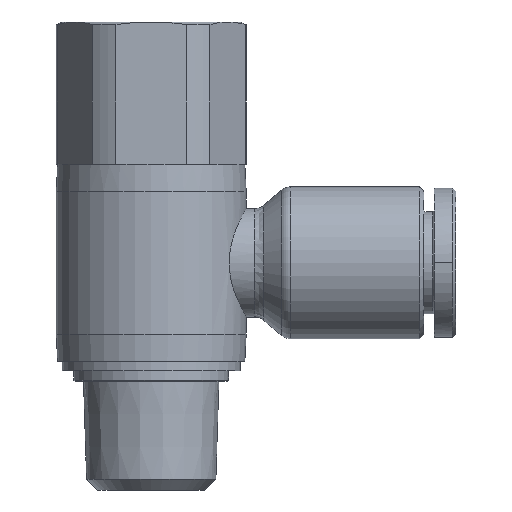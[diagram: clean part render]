
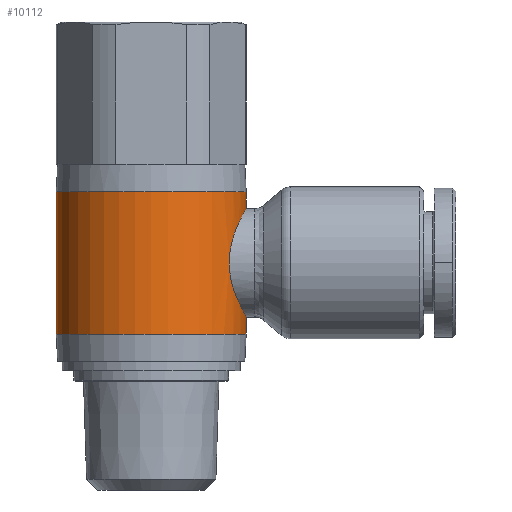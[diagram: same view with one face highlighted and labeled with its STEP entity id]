
A CAD part, front view. The second image highlights one B-rep face of the part: STEP entity #10112.
In plain terms, the highlighted cylindrical face has radius 7 mm (diameter 14 mm), a partial arc.
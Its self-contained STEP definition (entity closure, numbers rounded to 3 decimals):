
#225=CARTESIAN_POINT('',(-7.5,0.,4.0));
#226=VERTEX_POINT('',#225);
#242=CARTESIAN_POINT('',(-7.5,0.,-4.));
#243=VERTEX_POINT('',#242);
#405=CARTESIAN_POINT('',(-7.5,0.,5.25));
#406=VERTEX_POINT('',#405);
#415=CARTESIAN_POINT('',(6.5,0.,5.25));
#416=VERTEX_POINT('',#415);
#503=CARTESIAN_POINT('',(-7.5,0.,-5.25));
#504=VERTEX_POINT('',#503);
#520=CARTESIAN_POINT('',(6.5,0.,-5.25));
#521=VERTEX_POINT('',#520);
#543=CARTESIAN_POINT('',(-7.5,0.,-5.25));
#544=DIRECTION('',(0.0,0.0,1.0));
#545=VECTOR('',#544,1.25);
#546=LINE('',#543,#545);
#547=EDGE_CURVE('',#504,#243,#546,.T.);
#550=CARTESIAN_POINT('',(6.5,0.,5.25));
#551=DIRECTION('',(0.0,0.0,-1.0));
#552=VECTOR('',#551,10.5);
#553=LINE('',#550,#552);
#554=EDGE_CURVE('',#416,#521,#553,.T.);
#557=CARTESIAN_POINT('',(-7.5,0.,4.0));
#558=DIRECTION('',(0.0,0.0,1.0));
#559=VECTOR('',#558,1.25);
#560=LINE('',#557,#559);
#561=EDGE_CURVE('',#226,#406,#560,.T.);
#10044=CARTESIAN_POINT('',(-0.5,0.,0.));
#10045=DIRECTION('',(0.,0.,1.0));
#10046=DIRECTION('',(-1.0,0.0,0.0));
#10047=AXIS2_PLACEMENT_3D('',#10044,#10045,#10046);
#10048=CYLINDRICAL_SURFACE('',#10047,7.);
#10049=ORIENTED_EDGE('',*,*,#547,.T.);
#10050=CARTESIAN_POINT('',(-6.245,4.,0.));
#10051=VERTEX_POINT('',#10050);
#10052=CARTESIAN_POINT('',(-6.245,4.,0.));
#10053=CARTESIAN_POINT('',(-6.245,4.,-0.259));
#10054=CARTESIAN_POINT('',(-6.263,3.974,-0.524));
#10055=CARTESIAN_POINT('',(-6.333,3.87,-1.046));
#10056=CARTESIAN_POINT('',(-6.386,3.791,-1.303));
#10057=CARTESIAN_POINT('',(-6.513,3.586,-1.793));
#10058=CARTESIAN_POINT('',(-6.588,3.459,-2.026));
#10059=CARTESIAN_POINT('',(-6.745,3.167,-2.457));
#10060=CARTESIAN_POINT('',(-6.826,3.003,-2.654));
#10061=CARTESIAN_POINT('',(-6.98,2.655,-3.002));
#10062=CARTESIAN_POINT('',(-7.058,2.458,-3.166));
#10063=CARTESIAN_POINT('',(-7.204,2.027,-3.458));
#10064=CARTESIAN_POINT('',(-7.271,1.793,-3.585));
#10065=CARTESIAN_POINT('',(-7.382,1.302,-3.792));
#10066=CARTESIAN_POINT('',(-7.427,1.044,-3.87));
#10067=CARTESIAN_POINT('',(-7.485,0.522,-3.975));
#10068=CARTESIAN_POINT('',(-7.5,0.258,-4.));
#10069=CARTESIAN_POINT('',(-7.5,0.,-4.));
#10070=B_SPLINE_CURVE_WITH_KNOTS('',3,(#10052,#10053,#10054,#10055,#10056,#10057,#10058,#10059,#10060,#10061,#10062,#10063,#10064,#10065,#10066,#10067,#10068,#10069),.UNSPECIFIED.,.F.,.U.,(4,2,2,2,2,2,2,2,4),(0.0,0.776,1.553,2.329,3.106,3.878,4.651,5.424,6.196),.UNSPECIFIED.);
#10071=EDGE_CURVE('',#10051,#243,#10070,.T.);
#10072=ORIENTED_EDGE('',*,*,#10071,.F.);
#10073=CARTESIAN_POINT('',(-7.5,0.,4.0));
#10074=CARTESIAN_POINT('',(-7.5,0.258,4.0));
#10075=CARTESIAN_POINT('',(-7.485,0.522,3.975));
#10076=CARTESIAN_POINT('',(-7.427,1.044,3.87));
#10077=CARTESIAN_POINT('',(-7.382,1.302,3.792));
#10078=CARTESIAN_POINT('',(-7.271,1.793,3.585));
#10079=CARTESIAN_POINT('',(-7.204,2.027,3.458));
#10080=CARTESIAN_POINT('',(-7.058,2.458,3.166));
#10081=CARTESIAN_POINT('',(-6.98,2.655,3.002));
#10082=CARTESIAN_POINT('',(-6.826,3.003,2.654));
#10083=CARTESIAN_POINT('',(-6.745,3.167,2.457));
#10084=CARTESIAN_POINT('',(-6.588,3.459,2.026));
#10085=CARTESIAN_POINT('',(-6.513,3.586,1.793));
#10086=CARTESIAN_POINT('',(-6.386,3.791,1.303));
#10087=CARTESIAN_POINT('',(-6.333,3.87,1.046));
#10088=CARTESIAN_POINT('',(-6.263,3.974,0.524));
#10089=CARTESIAN_POINT('',(-6.245,4.,0.259));
#10090=CARTESIAN_POINT('',(-6.245,4.,0.));
#10091=B_SPLINE_CURVE_WITH_KNOTS('',3,(#10073,#10074,#10075,#10076,#10077,#10078,#10079,#10080,#10081,#10082,#10083,#10084,#10085,#10086,#10087,#10088,#10089,#10090),.UNSPECIFIED.,.F.,.U.,(4,2,2,2,2,2,2,2,4),(18.588,19.361,20.133,20.906,21.678,22.455,23.231,24.008,24.784),.UNSPECIFIED.);
#10092=EDGE_CURVE('',#226,#10051,#10091,.T.);
#10093=ORIENTED_EDGE('',*,*,#10092,.F.);
#10094=ORIENTED_EDGE('',*,*,#561,.T.);
#10095=CARTESIAN_POINT('',(-0.5,0.,5.25));
#10096=DIRECTION('',(0.0,0.0,1.0));
#10097=DIRECTION('',(-1.0,0.0,0.0));
#10098=AXIS2_PLACEMENT_3D('',#10095,#10096,#10097);
#10099=CIRCLE('',#10098,7.);
#10100=EDGE_CURVE('',#416,#406,#10099,.T.);
#10101=ORIENTED_EDGE('',*,*,#10100,.F.);
#10102=ORIENTED_EDGE('',*,*,#554,.T.);
#10103=CARTESIAN_POINT('',(-0.5,0.,-5.25));
#10104=DIRECTION('',(0.0,0.0,1.0));
#10105=DIRECTION('',(-1.0,0.0,0.0));
#10106=AXIS2_PLACEMENT_3D('',#10103,#10104,#10105);
#10107=CIRCLE('',#10106,7.);
#10108=EDGE_CURVE('',#521,#504,#10107,.T.);
#10109=ORIENTED_EDGE('',*,*,#10108,.T.);
#10110=EDGE_LOOP('',(#10049,#10072,#10093,#10094,#10101,#10102,#10109));
#10111=FACE_OUTER_BOUND('',#10110,.T.);
#10112=ADVANCED_FACE('',(#10111),#10048,.T.);
